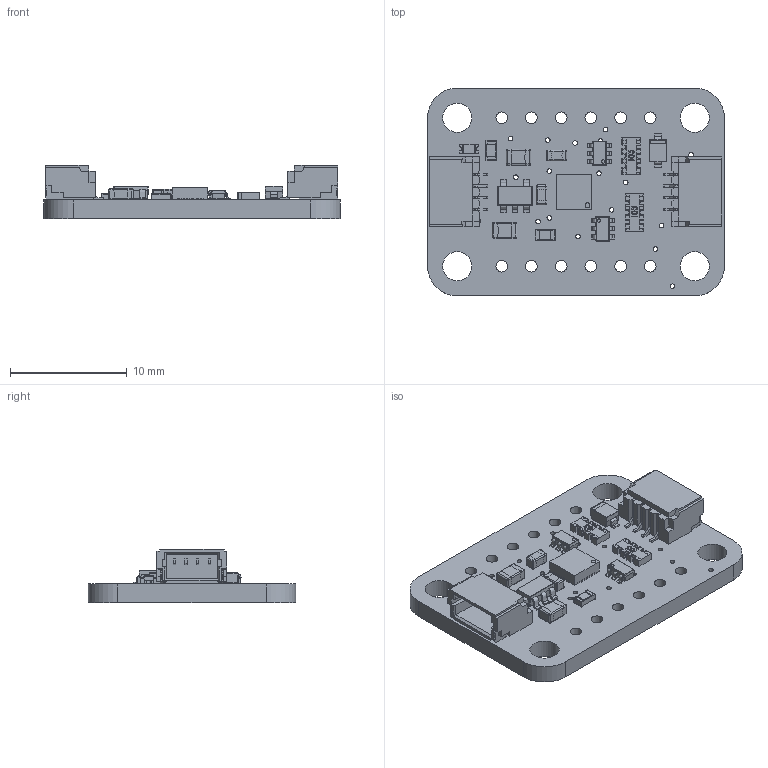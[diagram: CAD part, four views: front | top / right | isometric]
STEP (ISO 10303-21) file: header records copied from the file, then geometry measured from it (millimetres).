
FILE_DESCRIPTION(/* description */ (''),/* implementation_level */ '2;1');
FILE_NAME(/* name */ 'Adafruit ICM20948 STEMMA QT.step',/* time_stamp */ '2022-04-03T16:39:46-05:00',/* author */ (''),/* organization */ (''),/* preprocessor_version */ 'ST-DEVELOPER v18.1',/* originating_system */ 'Autodesk Translation Framework v10.14.0.1471',/* authorisation */ '');
FILE_SCHEMA (('AUTOMOTIVE_DESIGN { 1 0 10303 214 3 1 1 }'));
Length unit declared in the file: millimetre
Products named in the file (17): Adafruit ICM20948 STEMMA QT; Printed Circuit Board; ICM-20948-9axis-IMU; SOT23-5; SOT23-6; LED 0603 single color; SOD-323; SOD-323_1; Cathode; Anode; Cathode Bar; Body; CAPC-0603-T0.9-BN; CAPC-0805-T0.95-BN; RESC-0603; YC164_RESPACK; qwicc
Assembly tree (22 placements, depth 4):
  Adafruit ICM20948 STEMMA QT
    Printed Circuit Board
    ICM-20948-9axis-IMU
    SOT23-5
    SOT23-6  x2
    LED 0603 single color
    SOD-323
      SOD-323_1
        Cathode
        Anode
        Cathode Bar
        Body
    CAPC-0603-T0.9-BN  x2
    CAPC-0805-T0.95-BN  x2
    RESC-0603  x2
    YC164_RESPACK  x2
    qwicc  x2
Bounding box: 25.4 x 17.78 x 4.55 mm (x, y, z)
Volume: 777.1 mm3; surface area: 1726.2 mm2
Topology: 80 solids, 84 shells, 1880 faces, 4884 edges, 3130 vertices
Faces by surface type: plane 1189, cylinder 486, bspline 161, sphere 44
Full cylindrical faces by diameter (mm): 0.394 x27, 0.421 x1, 1 x12, 2.5 x4
Entity records: 42105 total; most frequent: CARTESIAN_POINT 10391, ORIENTED_EDGE 6476, DIRECTION 6182, EDGE_CURVE 3239, LINE 2358, VECTOR 2358, VERTEX_POINT 2101, AXIS2_PLACEMENT_3D 1912
